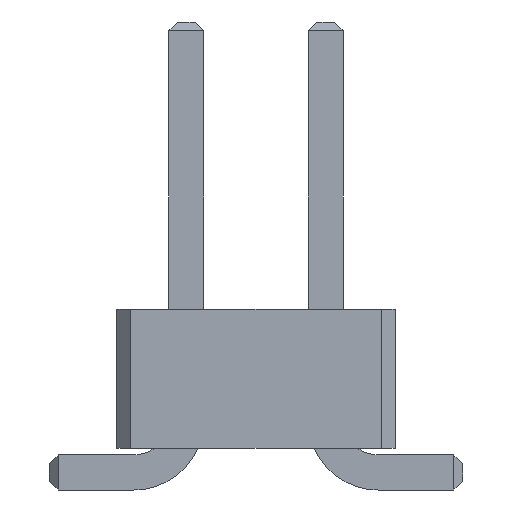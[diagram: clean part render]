
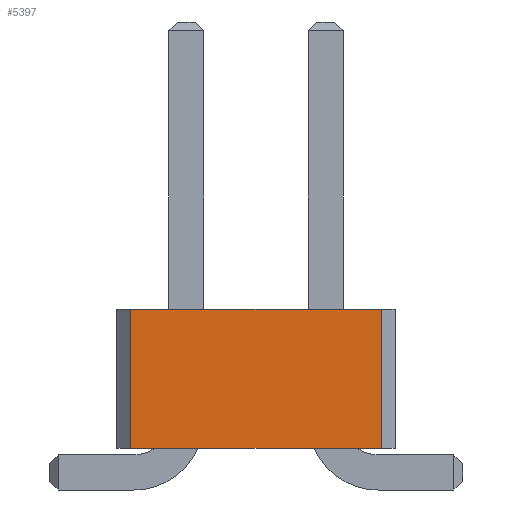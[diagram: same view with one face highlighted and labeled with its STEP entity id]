
A CAD part, front view. The second image highlights one B-rep face of the part: STEP entity #5397.
In plain terms, the highlighted planar face has unit normal (0, -1, 0).
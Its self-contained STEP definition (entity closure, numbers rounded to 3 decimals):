
#455 = VERTEX_POINT('',#456);
#456 = CARTESIAN_POINT('',(2.286,-20.32,0.76));
#462 = EDGE_CURVE('',#463,#455,#465,.T.);
#463 = VERTEX_POINT('',#464);
#464 = CARTESIAN_POINT('',(-2.286,-20.32,0.76));
#465 = LINE('',#466,#467);
#466 = CARTESIAN_POINT('',(-2.54,-20.32,0.76));
#467 = VECTOR('',#468,1.);
#468 = DIRECTION('',(1.,0.,0.));
#2351 = VERTEX_POINT('',#2352);
#2352 = CARTESIAN_POINT('',(-2.286,-20.32,3.3));
#2358 = EDGE_CURVE('',#2351,#2359,#2361,.T.);
#2359 = VERTEX_POINT('',#2360);
#2360 = CARTESIAN_POINT('',(2.286,-20.32,3.3));
#2361 = LINE('',#2362,#2363);
#2362 = CARTESIAN_POINT('',(-2.54,-20.32,3.3));
#2363 = VECTOR('',#2364,1.);
#2364 = DIRECTION('',(1.,0.,0.));
#5387 = EDGE_CURVE('',#463,#2351,#5388,.T.);
#5388 = LINE('',#5389,#5390);
#5389 = CARTESIAN_POINT('',(-2.286,-20.32,0.76));
#5390 = VECTOR('',#5391,1.);
#5391 = DIRECTION('',(0.,0.,1.));
#5397 = ADVANCED_FACE('',(#5398),#5409,.F.);
#5398 = FACE_BOUND('',#5399,.F.);
#5399 = EDGE_LOOP('',(#5400,#5401,#5402,#5403));
#5400 = ORIENTED_EDGE('',*,*,#462,.F.);
#5401 = ORIENTED_EDGE('',*,*,#5387,.T.);
#5402 = ORIENTED_EDGE('',*,*,#2358,.T.);
#5403 = ORIENTED_EDGE('',*,*,#5404,.F.);
#5404 = EDGE_CURVE('',#455,#2359,#5405,.T.);
#5405 = LINE('',#5406,#5407);
#5406 = CARTESIAN_POINT('',(2.286,-20.32,0.76));
#5407 = VECTOR('',#5408,1.);
#5408 = DIRECTION('',(0.,0.,1.));
#5409 = PLANE('',#5410);
#5410 = AXIS2_PLACEMENT_3D('',#5411,#5412,#5413);
#5411 = CARTESIAN_POINT('',(-2.54,-20.32,0.76));
#5412 = DIRECTION('',(0.,1.,0.));
#5413 = DIRECTION('',(1.,0.,0.));
